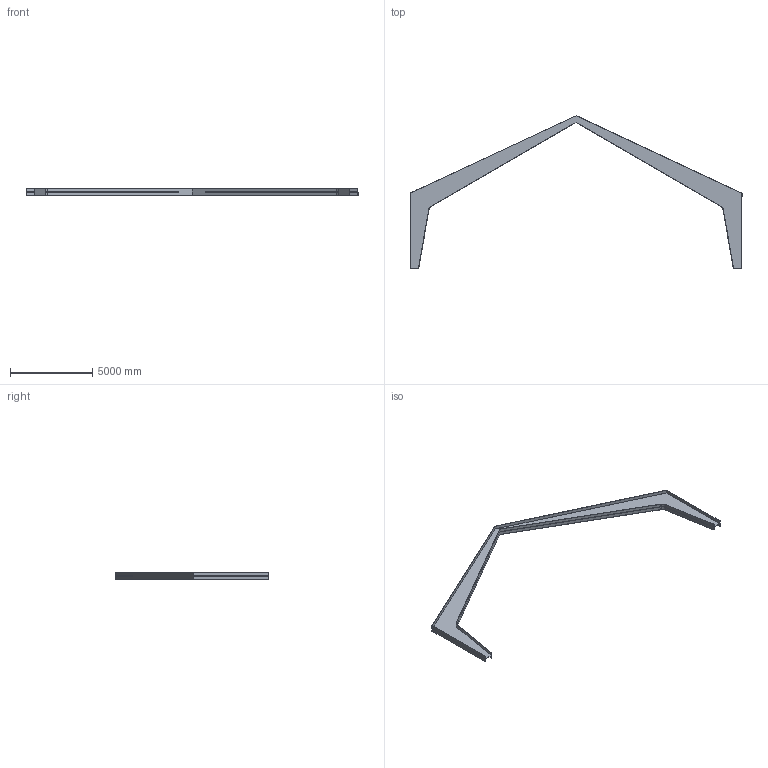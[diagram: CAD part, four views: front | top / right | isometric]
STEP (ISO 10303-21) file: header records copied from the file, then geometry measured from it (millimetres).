
FILE_DESCRIPTION (( 'STEP AP203' ), '1' );
FILE_NAME ('Frame1.STEP', '2013-05-09T18:34:45', ( '' ), ( '' ), 'SwSTEP 2.0', 'SolidWorks 2011', '' );
FILE_SCHEMA (( 'CONFIG_CONTROL_DESIGN' ));
Length unit declared in the file: inch
Products named in the file (1): Frame1
Bounding box: 20164.33 x 9281.11 x 406.4 mm (x, y, z)
Volume: 927344243.8 mm3; surface area: 98541058.4 mm2
Topology: 1 solids, 1 shells, 40 faces, 114 edges, 76 vertices
Faces by surface type: plane 34, cylinder 6
Entity records: 1369 total; most frequent: CARTESIAN_POINT 231, ORIENTED_EDGE 228, DIRECTION 208, EDGE_CURVE 114, LINE 102, VECTOR 102, VERTEX_POINT 76, AXIS2_PLACEMENT_3D 53
